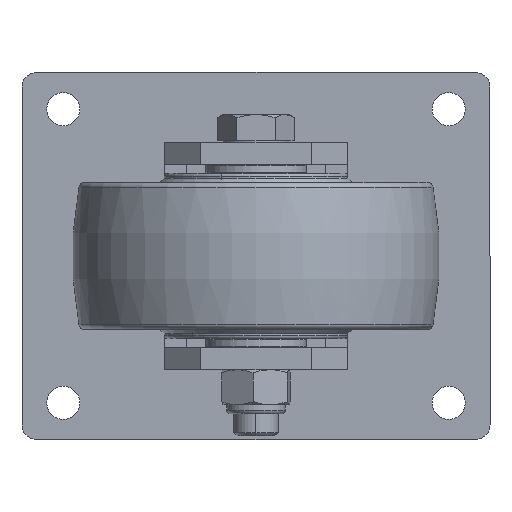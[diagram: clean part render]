
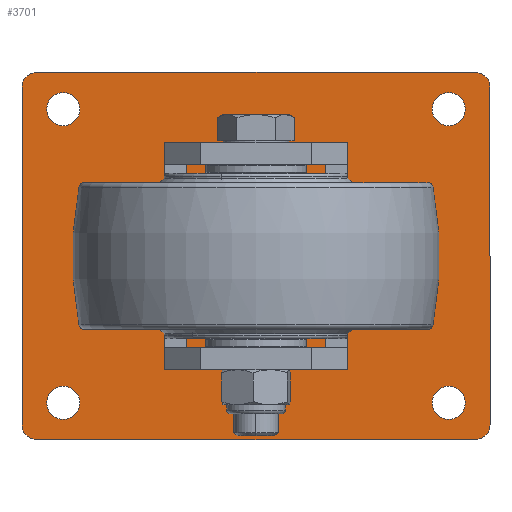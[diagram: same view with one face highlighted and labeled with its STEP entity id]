
A CAD part, front view. The second image highlights one B-rep face of the part: STEP entity #3701.
In plain terms, the highlighted planar face has unit normal (0, -1, 0).
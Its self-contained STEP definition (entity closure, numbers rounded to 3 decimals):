
#15 = VERTEX_POINT ( 'NONE', #4381 ) ;
#61 = CARTESIAN_POINT ( 'NONE',  ( 127.5, -15.5, 92. ) ) ;
#243 = EDGE_CURVE ( 'NONE', #5997, #6461, #6293, .T. ) ;
#254 = CIRCLE ( 'NONE', #5368, 8. ) ;
#255 = CARTESIAN_POINT ( 'NONE',  ( 105., -15.5, -80. ) ) ;
#257 = EDGE_CURVE ( 'NONE', #4202, #6996, #833, .T. ) ;
#443 = VERTEX_POINT ( 'NONE', #1174 ) ;
#626 = DIRECTION ( 'NONE',  ( -1., 0., 0. ) ) ;
#711 = ORIENTED_EDGE ( 'NONE', *, *, #4374, .F. ) ;
#730 = VERTEX_POINT ( 'NONE', #7095 ) ;
#751 = DIRECTION ( 'NONE',  ( 0., -1., 0. ) ) ;
#754 = CARTESIAN_POINT ( 'NONE',  ( -114., -15.5, -80. ) ) ;
#833 = CIRCLE ( 'NONE', #1568, 9. ) ;
#956 = CARTESIAN_POINT ( 'NONE',  ( -119.5, -15.5, -100. ) ) ;
#975 = AXIS2_PLACEMENT_3D ( 'NONE', #5849, #4345, #8635 ) ;
#978 = CIRCLE ( 'NONE', #8700, 8. ) ;
#1001 = VERTEX_POINT ( 'NONE', #61 ) ;
#1037 = EDGE_CURVE ( 'NONE', #5997, #2630, #254, .T. ) ;
#1082 = CARTESIAN_POINT ( 'NONE',  ( -105., -15.5, -80. ) ) ;
#1148 = EDGE_CURVE ( 'NONE', #15, #5627, #978, .T. ) ;
#1174 = CARTESIAN_POINT ( 'NONE',  ( -96., -15.5, 80. ) ) ;
#1472 = CARTESIAN_POINT ( 'NONE',  ( 105., -15.5, -80. ) ) ;
#1523 = DIRECTION ( 'NONE',  ( -1., 0., 0. ) ) ;
#1568 = AXIS2_PLACEMENT_3D ( 'NONE', #3774, #7244, #7910 ) ;
#1578 = FACE_BOUND ( 'NONE', #5800, .T. ) ;
#1649 = DIRECTION ( 'NONE',  ( 0., -1., 0. ) ) ;
#1671 = DIRECTION ( 'NONE',  ( -1., 0., 0. ) ) ;
#1684 = DIRECTION ( 'NONE',  ( -1., 0., 0. ) ) ;
#1859 = ORIENTED_EDGE ( 'NONE', *, *, #5781, .F. ) ;
#1879 = CARTESIAN_POINT ( 'NONE',  ( 114., -15.5, -80. ) ) ;
#2109 = DIRECTION ( 'NONE',  ( 0., -1., 0. ) ) ;
#2115 = ORIENTED_EDGE ( 'NONE', *, *, #243, .F. ) ;
#2148 = AXIS2_PLACEMENT_3D ( 'NONE', #1082, #1649, #2490 ) ;
#2175 = AXIS2_PLACEMENT_3D ( 'NONE', #1472, #3499, #1523 ) ;
#2225 = DIRECTION ( 'NONE',  ( 1., 0., 0. ) ) ;
#2238 = LINE ( 'NONE', #5720, #7272 ) ;
#2419 = VECTOR ( 'NONE', #2225, 1000. ) ;
#2441 = EDGE_CURVE ( 'NONE', #5556, #8772, #5619, .T. ) ;
#2490 = DIRECTION ( 'NONE',  ( -1., 0., 0. ) ) ;
#2526 = EDGE_CURVE ( 'NONE', #7770, #3597, #7332, .T. ) ;
#2544 = AXIS2_PLACEMENT_3D ( 'NONE', #255, #7235, #1684 ) ;
#2573 = DIRECTION ( 'NONE',  ( 0., -1., 0. ) ) ;
#2577 = CIRCLE ( 'NONE', #3600, 8. ) ;
#2630 = VERTEX_POINT ( 'NONE', #4816 ) ;
#2856 = DIRECTION ( 'NONE',  ( 0., 0., 1. ) ) ;
#2903 = CIRCLE ( 'NONE', #2175, 9. ) ;
#2952 = DIRECTION ( 'NONE',  ( 0., -1., 0. ) ) ;
#2991 = CARTESIAN_POINT ( 'NONE',  ( 127.5, -15.5, 100. ) ) ;
#3027 = FACE_BOUND ( 'NONE', #7192, .T. ) ;
#3068 = PLANE ( 'NONE',  #975 ) ;
#3273 = EDGE_CURVE ( 'NONE', #730, #443, #3564, .T. ) ;
#3421 = EDGE_CURVE ( 'NONE', #1001, #5627, #6463, .T. ) ;
#3464 = ORIENTED_EDGE ( 'NONE', *, *, #2441, .F. ) ;
#3499 = DIRECTION ( 'NONE',  ( 0., -1., 0. ) ) ;
#3522 = DIRECTION ( 'NONE',  ( 1., 0., 0. ) ) ;
#3541 = EDGE_LOOP ( 'NONE', ( #1859, #7253, #8212, #8726, #2115, #4294, #6772, #8925 ) ) ;
#3564 = CIRCLE ( 'NONE', #5767, 9. ) ;
#3584 = DIRECTION ( 'NONE',  ( -1., 0., 0. ) ) ;
#3597 = VERTEX_POINT ( 'NONE', #1879 ) ;
#3600 = AXIS2_PLACEMENT_3D ( 'NONE', #8828, #751, #3522 ) ;
#3701 = ADVANCED_FACE ( 'NONE', ( #4291, #8489, #6488, #3027, #1578 ), #3068, .F. ) ;
#3715 = CARTESIAN_POINT ( 'NONE',  ( 96., -15.5, 80. ) ) ;
#3733 = ORIENTED_EDGE ( 'NONE', *, *, #2526, .F. ) ;
#3756 = DIRECTION ( 'NONE',  ( 0., -1., 0. ) ) ;
#3774 = CARTESIAN_POINT ( 'NONE',  ( 105., -15.5, 80. ) ) ;
#3803 = EDGE_LOOP ( 'NONE', ( #3464, #7108 ) ) ;
#3810 = CIRCLE ( 'NONE', #6582, 9. ) ;
#3993 = VERTEX_POINT ( 'NONE', #7872 ) ;
#4019 = ORIENTED_EDGE ( 'NONE', *, *, #257, .F. ) ;
#4074 = ORIENTED_EDGE ( 'NONE', *, *, #8215, .F. ) ;
#4083 = DIRECTION ( 'NONE',  ( 0., -1., 0. ) ) ;
#4202 = VERTEX_POINT ( 'NONE', #3715 ) ;
#4291 = FACE_BOUND ( 'NONE', #3803, .T. ) ;
#4294 = ORIENTED_EDGE ( 'NONE', *, *, #1037, .T. ) ;
#4345 = DIRECTION ( 'NONE',  ( 0., 1., 0. ) ) ;
#4374 = EDGE_CURVE ( 'NONE', #443, #730, #3810, .T. ) ;
#4381 = CARTESIAN_POINT ( 'NONE',  ( 119.5, -15.5, -100. ) ) ;
#4404 = DIRECTION ( 'NONE',  ( 0., 0., -1. ) ) ;
#4573 = CARTESIAN_POINT ( 'NONE',  ( -105., -15.5, 80. ) ) ;
#4625 = DIRECTION ( 'NONE',  ( 1., 0., 0. ) ) ;
#4816 = CARTESIAN_POINT ( 'NONE',  ( -127.5, -15.5, 92. ) ) ;
#4922 = AXIS2_PLACEMENT_3D ( 'NONE', #7349, #2573, #4625 ) ;
#5122 = EDGE_CURVE ( 'NONE', #3597, #7770, #2903, .T. ) ;
#5148 = ORIENTED_EDGE ( 'NONE', *, *, #3273, .F. ) ;
#5178 = CARTESIAN_POINT ( 'NONE',  ( 119.5, -15.5, -92. ) ) ;
#5368 = AXIS2_PLACEMENT_3D ( 'NONE', #6494, #2109, #7746 ) ;
#5463 = EDGE_CURVE ( 'NONE', #3993, #2630, #8377, .T. ) ;
#5499 = CIRCLE ( 'NONE', #4922, 8. ) ;
#5556 = VERTEX_POINT ( 'NONE', #7297 ) ;
#5564 = CARTESIAN_POINT ( 'NONE',  ( -127.5, -15.5, -100. ) ) ;
#5575 = CARTESIAN_POINT ( 'NONE',  ( -127.5, -15.5, 100. ) ) ;
#5619 = CIRCLE ( 'NONE', #7490, 9. ) ;
#5627 = VERTEX_POINT ( 'NONE', #6751 ) ;
#5720 = CARTESIAN_POINT ( 'NONE',  ( 127.5, -15.5, -100. ) ) ;
#5767 = AXIS2_PLACEMENT_3D ( 'NONE', #6100, #4083, #626 ) ;
#5769 = CARTESIAN_POINT ( 'NONE',  ( 119.5, -15.5, 100. ) ) ;
#5781 = EDGE_CURVE ( 'NONE', #15, #8403, #2238, .T. ) ;
#5800 = EDGE_LOOP ( 'NONE', ( #711, #5148 ) ) ;
#5849 = CARTESIAN_POINT ( 'NONE',  ( 127.5, -15.5, -100. ) ) ;
#5859 = DIRECTION ( 'NONE',  ( -1., 0., 0. ) ) ;
#5894 = DIRECTION ( 'NONE',  ( 0., -1., 0. ) ) ;
#5997 = VERTEX_POINT ( 'NONE', #7690 ) ;
#6100 = CARTESIAN_POINT ( 'NONE',  ( -105., -15.5, 80. ) ) ;
#6238 = ORIENTED_EDGE ( 'NONE', *, *, #5122, .F. ) ;
#6293 = LINE ( 'NONE', #5575, #2419 ) ;
#6411 = CARTESIAN_POINT ( 'NONE',  ( 114., -15.5, 80. ) ) ;
#6461 = VERTEX_POINT ( 'NONE', #5769 ) ;
#6463 = LINE ( 'NONE', #2991, #7930 ) ;
#6467 = CARTESIAN_POINT ( 'NONE',  ( -105., -15.5, -80. ) ) ;
#6488 = FACE_OUTER_BOUND ( 'NONE', #3541, .T. ) ;
#6494 = CARTESIAN_POINT ( 'NONE',  ( -119.5, -15.5, 92. ) ) ;
#6581 = CARTESIAN_POINT ( 'NONE',  ( 105., -15.5, 80. ) ) ;
#6582 = AXIS2_PLACEMENT_3D ( 'NONE', #4573, #3756, #5859 ) ;
#6751 = CARTESIAN_POINT ( 'NONE',  ( 127.5, -15.5, -92. ) ) ;
#6772 = ORIENTED_EDGE ( 'NONE', *, *, #5463, .F. ) ;
#6996 = VERTEX_POINT ( 'NONE', #6411 ) ;
#7095 = CARTESIAN_POINT ( 'NONE',  ( -114., -15.5, 80. ) ) ;
#7108 = ORIENTED_EDGE ( 'NONE', *, *, #8410, .F. ) ;
#7192 = EDGE_LOOP ( 'NONE', ( #4074, #4019 ) ) ;
#7235 = DIRECTION ( 'NONE',  ( 0., -1., 0. ) ) ;
#7244 = DIRECTION ( 'NONE',  ( 0., -1., 0. ) ) ;
#7253 = ORIENTED_EDGE ( 'NONE', *, *, #1148, .T. ) ;
#7272 = VECTOR ( 'NONE', #8490, 1000. ) ;
#7297 = CARTESIAN_POINT ( 'NONE',  ( -96., -15.5, -80. ) ) ;
#7332 = CIRCLE ( 'NONE', #2544, 9. ) ;
#7349 = CARTESIAN_POINT ( 'NONE',  ( -119.5, -15.5, -92. ) ) ;
#7380 = CIRCLE ( 'NONE', #2148, 9. ) ;
#7490 = AXIS2_PLACEMENT_3D ( 'NONE', #6467, #2952, #3584 ) ;
#7541 = CARTESIAN_POINT ( 'NONE',  ( 96., -15.5, -80. ) ) ;
#7690 = CARTESIAN_POINT ( 'NONE',  ( -119.5, -15.5, 100. ) ) ;
#7746 = DIRECTION ( 'NONE',  ( 1., 0., 0. ) ) ;
#7770 = VERTEX_POINT ( 'NONE', #7541 ) ;
#7872 = CARTESIAN_POINT ( 'NONE',  ( -127.5, -15.5, -92. ) ) ;
#7910 = DIRECTION ( 'NONE',  ( -1., 0., 0. ) ) ;
#7930 = VECTOR ( 'NONE', #4404, 1000. ) ;
#7961 = CIRCLE ( 'NONE', #8411, 9. ) ;
#8001 = EDGE_CURVE ( 'NONE', #3993, #8403, #5499, .T. ) ;
#8103 = EDGE_CURVE ( 'NONE', #1001, #6461, #2577, .T. ) ;
#8212 = ORIENTED_EDGE ( 'NONE', *, *, #3421, .F. ) ;
#8215 = EDGE_CURVE ( 'NONE', #6996, #4202, #7961, .T. ) ;
#8377 = LINE ( 'NONE', #5564, #8748 ) ;
#8403 = VERTEX_POINT ( 'NONE', #956 ) ;
#8410 = EDGE_CURVE ( 'NONE', #8772, #5556, #7380, .T. ) ;
#8411 = AXIS2_PLACEMENT_3D ( 'NONE', #6581, #8644, #1671 ) ;
#8489 = FACE_BOUND ( 'NONE', #8959, .T. ) ;
#8490 = DIRECTION ( 'NONE',  ( -1., 0., 0. ) ) ;
#8635 = DIRECTION ( 'NONE',  ( 1., 0., 0. ) ) ;
#8644 = DIRECTION ( 'NONE',  ( 0., -1., 0. ) ) ;
#8685 = DIRECTION ( 'NONE',  ( 1., 0., 0. ) ) ;
#8700 = AXIS2_PLACEMENT_3D ( 'NONE', #5178, #5894, #8685 ) ;
#8726 = ORIENTED_EDGE ( 'NONE', *, *, #8103, .T. ) ;
#8748 = VECTOR ( 'NONE', #2856, 1000. ) ;
#8772 = VERTEX_POINT ( 'NONE', #754 ) ;
#8828 = CARTESIAN_POINT ( 'NONE',  ( 119.5, -15.5, 92. ) ) ;
#8925 = ORIENTED_EDGE ( 'NONE', *, *, #8001, .T. ) ;
#8959 = EDGE_LOOP ( 'NONE', ( #6238, #3733 ) ) ;
